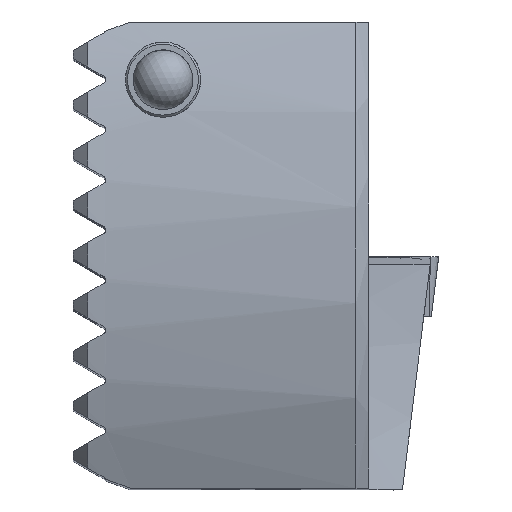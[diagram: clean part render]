
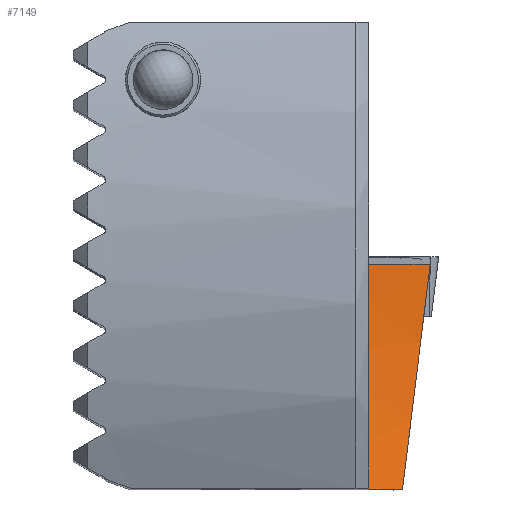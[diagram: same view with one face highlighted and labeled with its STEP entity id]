
A CAD part, top view. The second image highlights one B-rep face of the part: STEP entity #7149.
In plain terms, the highlighted free-form (B-spline) face has degree [1, 3] with [2, 7] control points.
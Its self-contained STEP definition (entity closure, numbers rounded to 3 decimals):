
#844 = CARTESIAN_POINT ( 'NONE',  ( 11.2, -2.703, -13.754 ) ) ;
#890 = CARTESIAN_POINT ( 'NONE',  ( 12.102, -9.3, -12.584 ) ) ;
#1197 = CARTESIAN_POINT ( 'NONE',  ( 11.2, -7.382, -12.463 ) ) ;
#1336 = CARTESIAN_POINT ( 'NONE',  ( 11.2, -5.178, -13.244 ) ) ;
#1486 = CARTESIAN_POINT ( 'NONE',  ( 12.926, -0.3, -15.6 ) ) ;
#2404 = EDGE_LOOP ( 'NONE', ( #3779, #16860, #8741, #3323, #14881, #4625 ) ) ;
#2458 = CARTESIAN_POINT ( 'NONE',  ( 13.7, 0., -16.375 ) ) ;
#2628 = CARTESIAN_POINT ( 'NONE',  ( 11.2, -0.751, -13.866 ) ) ;
#2693 = CARTESIAN_POINT ( 'NONE',  ( 13.7, -1., -16.377 ) ) ;
#2883 = CARTESIAN_POINT ( 'NONE',  ( 11.2, -9.3, -11.581 ) ) ;
#2964 = CARTESIAN_POINT ( 'NONE',  ( 11.2, -8.037, -12.203 ) ) ;
#3323 = ORIENTED_EDGE ( 'NONE', *, *, #19565, .T. ) ;
#3511 = EDGE_CURVE ( 'NONE', #19459, #17863, #11288, .T. ) ;
#3659 = B_SPLINE_CURVE_WITH_KNOTS ( 'NONE', 3,
 ( #21198, #6610, #8639, #5315, #18226, #10498, #23425, #1486, #12323, #6856 ),
 .UNSPECIFIED., .F., .F.,
 ( 4, 3, 3, 4 ),
 ( 0., 0.001, 0.002, 0.003 ),
 .UNSPECIFIED. ) ;
#3779 = ORIENTED_EDGE ( 'NONE', *, *, #20485, .F. ) ;
#4415 = B_SPLINE_CURVE_WITH_KNOTS ( 'NONE', 3,
 ( #5160, #19757, #21670, #1336, #16124, #8649, #6710 ),
 .UNSPECIFIED., .F., .F.,
 ( 4, 1, 1, 1, 4 ),
 ( 0., 0.178, 0.637, 0.998, 1. ),
 .UNSPECIFIED. ) ;
#4575 = CARTESIAN_POINT ( 'NONE',  ( 13.7, -10.532, -13.755 ) ) ;
#4625 = ORIENTED_EDGE ( 'NONE', *, *, #20987, .F. ) ;
#4727 = CARTESIAN_POINT ( 'NONE',  ( 11.2, -1.653, -13.807 ) ) ;
#5160 = CARTESIAN_POINT ( 'NONE',  ( 11.2, -1.653, -13.807 ) ) ;
#5315 = CARTESIAN_POINT ( 'NONE',  ( 11.88, -0.3, -14.553 ) ) ;
#5909 = CARTESIAN_POINT ( 'NONE',  ( 13.466, -1.886, -16.081 ) ) ;
#5964 = B_SPLINE_CURVE_WITH_KNOTS ( 'NONE', 3,
 ( #10212, #21241, #890, #15526, #6577, #11966, #19462 ),
 .UNSPECIFIED., .F., .F.,
 ( 4, 3, 4 ),
 ( 0., 0.001, 0.002 ),
 .UNSPECIFIED. ) ;
#6065 = CARTESIAN_POINT ( 'NONE',  ( 13.041, -5.347, -15.048 ) ) ;
#6207 = CARTESIAN_POINT ( 'NONE',  ( 11.2, -7.387, -12.501 ) ) ;
#6577 = CARTESIAN_POINT ( 'NONE',  ( 11.649, -9.3, -12.084 ) ) ;
#6610 = CARTESIAN_POINT ( 'NONE',  ( 11.427, -0.3, -14.099 ) ) ;
#6710 = CARTESIAN_POINT ( 'NONE',  ( 11.2, -7.382, -12.463 ) ) ;
#6856 = CARTESIAN_POINT ( 'NONE',  ( 13.661, -0.3, -16.335 ) ) ;
#7149 = ADVANCED_FACE ( 'NONE', ( #10497 ), #20001, .F. ) ;
#8353 = CARTESIAN_POINT ( 'NONE',  ( 11.2, -8.676, -11.909 ) ) ;
#8401 = CARTESIAN_POINT ( 'NONE',  ( 11.2, -9.3, -11.581 ) ) ;
#8639 = CARTESIAN_POINT ( 'NONE',  ( 11.653, -0.3, -14.326 ) ) ;
#8649 = CARTESIAN_POINT ( 'NONE',  ( 11.2, -7.378, -12.464 ) ) ;
#8741 = ORIENTED_EDGE ( 'NONE', *, *, #3511, .T. ) ;
#9636 = CARTESIAN_POINT ( 'NONE',  ( 12.556, -9.3, -13.082 ) ) ;
#10212 = CARTESIAN_POINT ( 'NONE',  ( 12.556, -9.3, -13.082 ) ) ;
#10497 = FACE_OUTER_BOUND ( 'NONE', #2404, .T. ) ;
#10498 = CARTESIAN_POINT ( 'NONE',  ( 12.333, -0.3, -15.006 ) ) ;
#11288 = B_SPLINE_CURVE_WITH_KNOTS ( 'NONE', 3,
 ( #17587, #2628, #19103, #19426 ),
 .UNSPECIFIED., .F., .F.,
 ( 4, 4 ),
 ( 0., 1. ),
 .UNSPECIFIED. ) ;
#11463 = CARTESIAN_POINT ( 'NONE',  ( 12.858, -6.839, -14.444 ) ) ;
#11928 = CARTESIAN_POINT ( 'NONE',  ( 11.2, -0.3, -13.873 ) ) ;
#11966 = CARTESIAN_POINT ( 'NONE',  ( 11.423, -9.3, -11.834 ) ) ;
#12323 = CARTESIAN_POINT ( 'NONE',  ( 13.294, -0.3, -15.967 ) ) ;
#13334 = CARTESIAN_POINT ( 'NONE',  ( 12.995, -5.724, -14.907 ) ) ;
#13782 = CARTESIAN_POINT ( 'NONE',  ( 11.2, -5.178, -13.244 ) ) ;
#14881 = ORIENTED_EDGE ( 'NONE', *, *, #16649, .F. ) ;
#15082 = CARTESIAN_POINT ( 'NONE',  ( 11.2, 0., -13.875 ) ) ;
#15255 = CARTESIAN_POINT ( 'NONE',  ( 12.725, -7.921, -13.911 ) ) ;
#15498 = CARTESIAN_POINT ( 'NONE',  ( 13.661, -0.3, -16.335 ) ) ;
#15526 = CARTESIAN_POINT ( 'NONE',  ( 11.876, -9.3, -12.334 ) ) ;
#15641 = CARTESIAN_POINT ( 'NONE',  ( 13.7, -3.006, -16.258 ) ) ;
#16124 = CARTESIAN_POINT ( 'NONE',  ( 11.2, -6.715, -12.727 ) ) ;
#16347 = CARTESIAN_POINT ( 'NONE',  ( 11.2, -9.3, -11.581 ) ) ;
#16649 = EDGE_CURVE ( 'NONE', #18030, #19260, #19207, .T. ) ;
#16860 = ORIENTED_EDGE ( 'NONE', *, *, #21971, .F. ) ;
#17032 = CARTESIAN_POINT ( 'NONE',  ( 11.2, -7.382, -12.463 ) ) ;
#17256 = CARTESIAN_POINT ( 'NONE',  ( 11.2, -0.899, -13.875 ) ) ;
#17342 = CARTESIAN_POINT ( 'NONE',  ( 13.7, -5.95, -15.599 ) ) ;
#17496 = CARTESIAN_POINT ( 'NONE',  ( 13.7, -11.8, -13.092 ) ) ;
#17587 = CARTESIAN_POINT ( 'NONE',  ( 11.2, -0.3, -13.873 ) ) ;
#17863 = VERTEX_POINT ( 'NONE', #4727 ) ;
#18030 = VERTEX_POINT ( 'NONE', #16347 ) ;
#18226 = CARTESIAN_POINT ( 'NONE',  ( 12.106, -0.3, -14.779 ) ) ;
#19094 = CARTESIAN_POINT ( 'NONE',  ( 13.7, -7.956, -15.017 ) ) ;
#19103 = CARTESIAN_POINT ( 'NONE',  ( 11.2, -1.202, -13.844 ) ) ;
#19207 = B_SPLINE_CURVE_WITH_KNOTS ( 'NONE', 3,
 ( #2883, #8353, #2964, #1197 ),
 .UNSPECIFIED., .F., .F.,
 ( 4, 4 ),
 ( 0., 1. ),
 .UNSPECIFIED. ) ;
#19260 = VERTEX_POINT ( 'NONE', #17032 ) ;
#19426 = CARTESIAN_POINT ( 'NONE',  ( 11.2, -1.653, -13.807 ) ) ;
#19459 = VERTEX_POINT ( 'NONE', #11928 ) ;
#19462 = CARTESIAN_POINT ( 'NONE',  ( 11.2, -9.3, -11.581 ) ) ;
#19565 = EDGE_CURVE ( 'NONE', #17863, #19260, #4415, .T. ) ;
#19586 = CARTESIAN_POINT ( 'NONE',  ( 13.661, -0.3, -16.335 ) ) ;
#19757 = CARTESIAN_POINT ( 'NONE',  ( 11.2, -2.001, -13.778 ) ) ;
#20001 = B_SPLINE_SURFACE_WITH_KNOTS ( 'NONE', 1, 3, ( 
 ( #15082, #17256, #844, #13782, #6207, #22867, #8401 ),
 ( #2458, #2693, #15641, #17342, #19094, #4575, #17496 ) ),
 .UNSPECIFIED., .F., .F., .F.,
 ( 2, 2 ),
 ( 4, 1, 1, 1, 4 ),
 ( 0., 0.405 ),
 ( 0., 0.28, 0.56, 0.78, 1. ),
 .UNSPECIFIED. ) ;
#20172 = VERTEX_POINT ( 'NONE', #23071 ) ;
#20485 = EDGE_CURVE ( 'NONE', #23678, #20172, #23685, .T. ) ;
#20669 = CARTESIAN_POINT ( 'NONE',  ( 13.181, -4.211, -15.452 ) ) ;
#20745 = CARTESIAN_POINT ( 'NONE',  ( 12.64, -8.615, -13.505 ) ) ;
#20909 = CARTESIAN_POINT ( 'NONE',  ( 12.903, -6.47, -14.607 ) ) ;
#20987 = EDGE_CURVE ( 'NONE', #20172, #18030, #5964, .T. ) ;
#21198 = CARTESIAN_POINT ( 'NONE',  ( 11.2, -0.3, -13.873 ) ) ;
#21241 = CARTESIAN_POINT ( 'NONE',  ( 12.329, -9.3, -12.833 ) ) ;
#21670 = CARTESIAN_POINT ( 'NONE',  ( 11.2, -3.247, -13.642 ) ) ;
#21971 = EDGE_CURVE ( 'NONE', #19459, #23678, #3659, .T. ) ;
#22487 = CARTESIAN_POINT ( 'NONE',  ( 13.563, -1.097, -16.228 ) ) ;
#22567 = CARTESIAN_POINT ( 'NONE',  ( 13.275, -3.442, -15.693 ) ) ;
#22867 = CARTESIAN_POINT ( 'NONE',  ( 11.2, -8.675, -11.909 ) ) ;
#23071 = CARTESIAN_POINT ( 'NONE',  ( 12.556, -9.3, -13.082 ) ) ;
#23425 = CARTESIAN_POINT ( 'NONE',  ( 12.559, -0.3, -15.232 ) ) ;
#23678 = VERTEX_POINT ( 'NONE', #19586 ) ;
#23685 = B_SPLINE_CURVE_WITH_KNOTS ( 'NONE', 3,
 ( #15498, #22487, #5909, #22567, #20669, #6065, #13334, #20909, #11463, #15255, #20745, #9636 ),
 .UNSPECIFIED., .F., .F.,
 ( 4, 2, 2, 2, 2, 4 ),
 ( 0., 0.002, 0.005, 0.006, 0.007, 0.01 ),
 .UNSPECIFIED. ) ;
